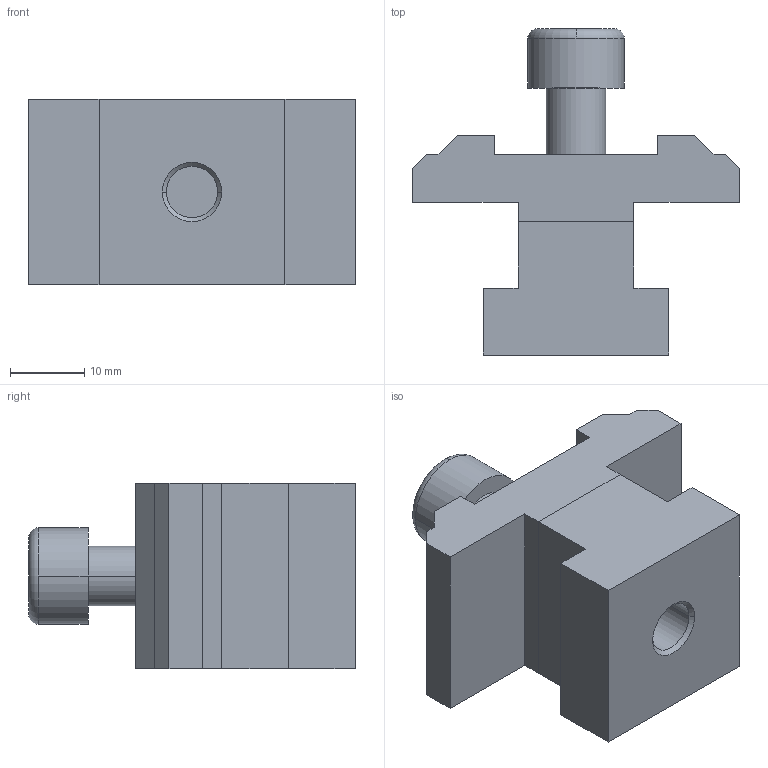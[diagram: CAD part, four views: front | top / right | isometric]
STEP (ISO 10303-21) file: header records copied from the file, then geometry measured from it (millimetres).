
FILE_DESCRIPTION(('STEP AP214'),'1');
FILE_NAME('HALDERN_EH_23250_0530.stp','2017-09-06T07:18:32',('TraceParts'),('TraceParts S.A.'),'Spatial InterOp 3D',' ',' ');
FILE_SCHEMA(('automotive_design'));
Length unit declared in the file: millimetre
Products named in the file (3): HALDERN_EH_23250_0530_1; HALDERN_EH_23250_0530_2; HALDERN_EH_23250_0530_3
Bounding box: 44 x 44 x 25 mm (x, y, z)
Volume: 19311.1 mm3; surface area: 8182.2 mm2
Topology: 3 solids, 3 shells, 58 faces, 143 edges, 93 vertices
Faces by surface type: plane 40, cylinder 8, cone 8, torus 2
Entity records: 2220 total; most frequent: CARTESIAN_POINT 297, DIRECTION 296, ORIENTED_EDGE 286, EDGE_CURVE 143, LINE 112, VECTOR 112, VERTEX_POINT 93, AXIS2_PLACEMENT_3D 92
